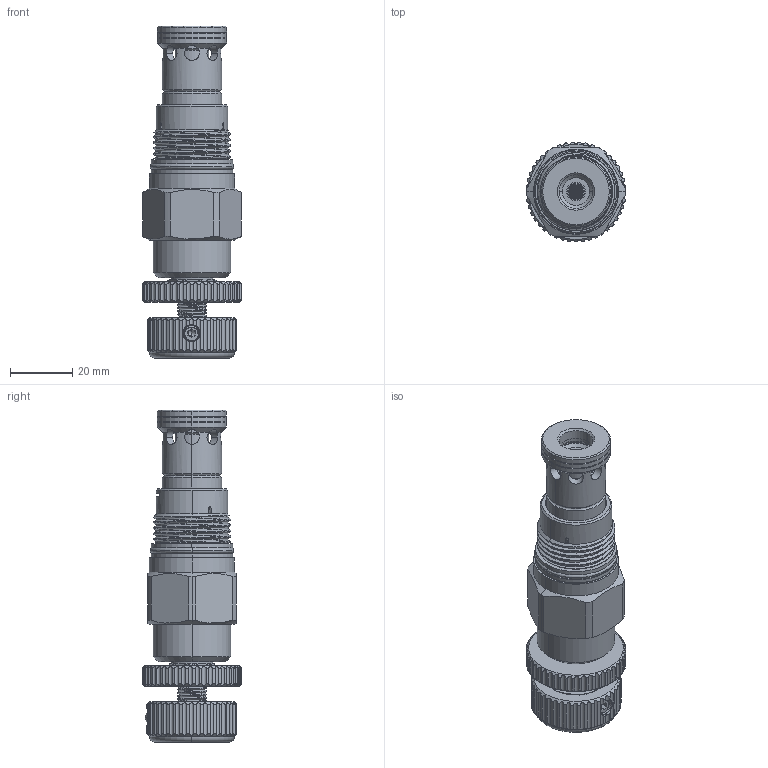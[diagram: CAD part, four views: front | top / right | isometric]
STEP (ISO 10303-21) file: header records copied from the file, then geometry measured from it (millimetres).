
FILE_DESCRIPTION (( 'STEP AP203' ), '1' );
FILE_NAME ('RP3A2G-K.STEP', '2020-03-24T01:35:30', ( '' ), ( '' ), 'SwSTEP 2.0', 'SolidWorks 2018', '' );
FILE_SCHEMA (( 'CONFIG_CONTROL_DESIGN' ));
Products named in the file (1): RP3A2G-K
Bounding box: 32.2 x 32.18 x 106.91 mm (x, y, z)
Volume: 47684.1 mm3; surface area: 21551.3 mm2
Topology: 15 solids, 15 shells, 1420 faces, 3967 edges, 2524 vertices
Faces by surface type: cylinder 880, plane 225, cone 149, torus 99, bspline 57, sphere 10
Entity records: 100688 total; most frequent: CARTESIAN_POINT 66678, ORIENTED_EDGE 7862, DIRECTION 5810, EDGE_CURVE 3931, VERTEX_POINT 2518, AXIS2_PLACEMENT_3D 2228, EDGE_LOOP 1835, B_SPLINE_CURVE_WITH_KNOTS 1510
